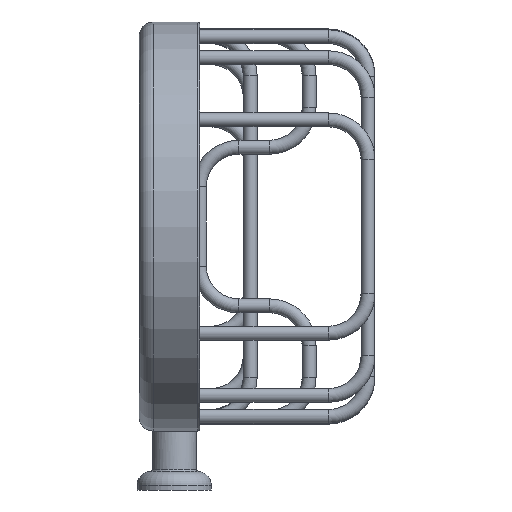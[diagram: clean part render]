
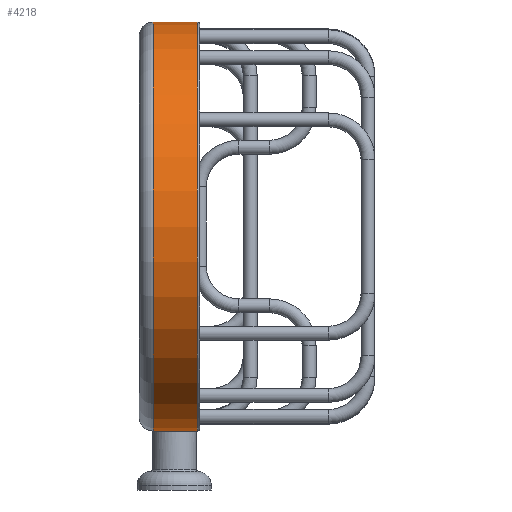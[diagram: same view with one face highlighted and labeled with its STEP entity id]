
A CAD part, left-side view. The second image highlights one B-rep face of the part: STEP entity #4218.
In plain terms, the highlighted cylindrical face has radius 44.094 mm (diameter 88.189 mm), a partial arc.
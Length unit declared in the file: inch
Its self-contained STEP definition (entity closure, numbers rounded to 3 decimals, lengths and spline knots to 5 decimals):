
#924=CARTESIAN_POINT('',(-3.679,0.02,0.));
#925=DIRECTION('',(0.,-1.,0.));
#926=DIRECTION('',(0.,0.,1.));
#927=AXIS2_PLACEMENT_3D('',#924,#925,#926);
#929=DIRECTION('',(0.,-1.,0.));
#930=VECTOR('',#929,0.374);
#931=CARTESIAN_POINT('',(-3.679,0.394,-1.736));
#932=LINE('',#931,#930);
#933=CARTESIAN_POINT('',(-3.679,0.394,0.));
#934=DIRECTION('',(0.,1.,0.));
#935=DIRECTION('',(0.,0.,-1.));
#936=AXIS2_PLACEMENT_3D('',#933,#934,#935);
#938=DIRECTION('',(0.,-1.,0.));
#939=VECTOR('',#938,0.374);
#940=CARTESIAN_POINT('',(-3.679,0.394,1.736));
#941=LINE('',#940,#939);
#2787=CARTESIAN_POINT('',(-3.679,0.394,1.736));
#2789=VERTEX_POINT('',#2787);
#2799=CARTESIAN_POINT('',(-3.679,0.394,-1.736));
#2801=VERTEX_POINT('',#2799);
#3300=CARTESIAN_POINT('',(-3.679,0.02,1.736));
#3301=VERTEX_POINT('',#3300);
#3304=CARTESIAN_POINT('',(-3.679,0.02,-1.736));
#3305=VERTEX_POINT('',#3304);
#4206=CARTESIAN_POINT('',(-3.679,-1.,0.));
#4207=DIRECTION('',(0.,1.,0.));
#4208=DIRECTION('',(0.,0.,1.));
#4209=AXIS2_PLACEMENT_3D('',#4206,#4207,#4208);
#4210=CYLINDRICAL_SURFACE('',#4209,1.736);
#4211=ORIENTED_EDGE('',*,*,#3719,.T.);
#4212=ORIENTED_EDGE('',*,*,#4194,.F.);
#4213=ORIENTED_EDGE('',*,*,#4144,.T.);
#4215=ORIENTED_EDGE('',*,*,#4214,.T.);
#4216=EDGE_LOOP('',(#4211,#4212,#4213,#4215));
#4217=FACE_OUTER_BOUND('',#4216,.F.);
#4218=ADVANCED_FACE('',(#4217),#4210,.T.);
#928=CIRCLE('',#927,1.736);
#937=CIRCLE('',#936,1.736);
#3719=EDGE_CURVE('',#3301,#3305,#928,.T.);
#4144=EDGE_CURVE('',#2801,#2789,#937,.T.);
#4194=EDGE_CURVE('',#2801,#3305,#932,.T.);
#4214=EDGE_CURVE('',#2789,#3301,#941,.T.);
